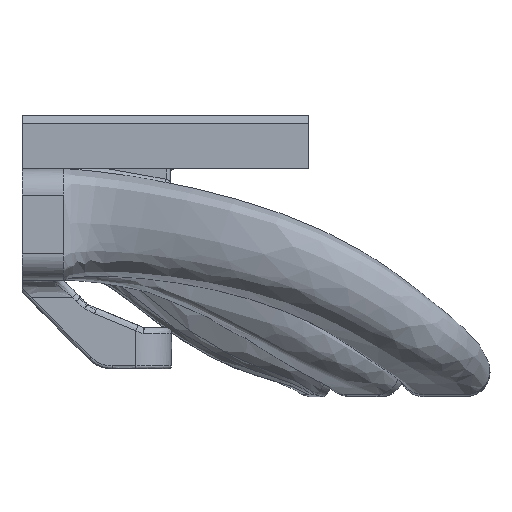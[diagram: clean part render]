
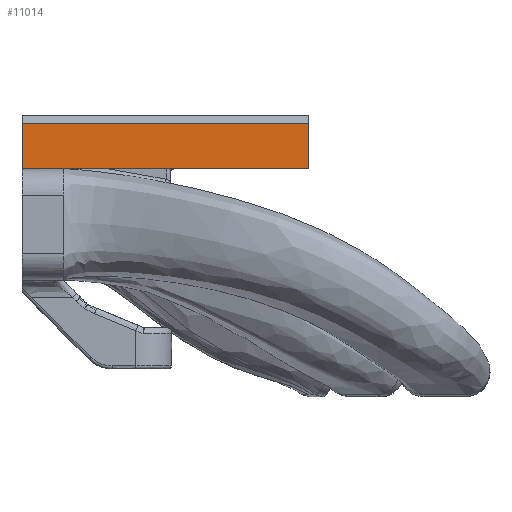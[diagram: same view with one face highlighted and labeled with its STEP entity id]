
A CAD part, left-side view. The second image highlights one B-rep face of the part: STEP entity #11014.
In plain terms, the highlighted planar face has unit normal (-1, 0, 0).
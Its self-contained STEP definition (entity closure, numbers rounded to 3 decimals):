
#438=PLANE('',#11662);
#665=LINE('',#20037,#1265);
#750=LINE('',#23578,#1350);
#800=LINE('',#25440,#1400);
#833=LINE('',#26158,#1433);
#840=LINE('',#26854,#1440);
#1265=VECTOR('',#12481,10.);
#1350=VECTOR('',#12734,10.);
#1400=VECTOR('',#12940,10.);
#1433=VECTOR('',#13077,10.);
#1440=VECTOR('',#13104,10.);
#2005=FACE_OUTER_BOUND('',#2647,.T.);
#2647=EDGE_LOOP('',(#8588,#8589,#8590,#8591,#8592));
#4364=VERTEX_POINT('',#20034);
#4365=VERTEX_POINT('',#20036);
#4530=VERTEX_POINT('',#23507);
#4544=VERTEX_POINT('',#23576);
#4651=VERTEX_POINT('',#25438);
#5615=EDGE_CURVE('',#4364,#4365,#665,.T.);
#5853=EDGE_CURVE('',#4530,#4544,#750,.T.);
#6013=EDGE_CURVE('',#4651,#4544,#800,.T.);
#6088=EDGE_CURVE('',#4365,#4651,#833,.T.);
#6113=EDGE_CURVE('',#4530,#4364,#840,.T.);
#8588=ORIENTED_EDGE('',*,*,#6088,.F.);
#8589=ORIENTED_EDGE('',*,*,#5615,.F.);
#8590=ORIENTED_EDGE('',*,*,#6113,.F.);
#8591=ORIENTED_EDGE('',*,*,#5853,.T.);
#8592=ORIENTED_EDGE('',*,*,#6013,.F.);
#11014=ADVANCED_FACE('',(#2005),#438,.T.);
#11662=AXIS2_PLACEMENT_3D('',#26853,#13102,#13103);
#12481=DIRECTION('',(0.,0.,1.));
#12734=DIRECTION('',(0.,-1.,0.));
#12940=DIRECTION('',(0.,0.,-1.));
#13077=DIRECTION('',(0.,-1.,0.));
#13102=DIRECTION('center_axis',(-1.,0.,0.));
#13103=DIRECTION('ref_axis',(0.,0.,-1.));
#13104=DIRECTION('',(0.,1.,0.));
#20034=CARTESIAN_POINT('',(-22.,51.3,28.5));
#20036=CARTESIAN_POINT('',(-22.,51.3,34.));
#20037=CARTESIAN_POINT('',(-22.,51.3,28.5));
#23507=CARTESIAN_POINT('',(-22.,43.469,28.5));
#23576=CARTESIAN_POINT('',(-22.,16.5,28.5));
#23578=CARTESIAN_POINT('',(-22.,51.3,28.5));
#25438=CARTESIAN_POINT('',(-22.,16.5,34.));
#25440=CARTESIAN_POINT('',(-22.,16.5,28.5));
#26158=CARTESIAN_POINT('',(-22.,51.3,34.));
#26853=CARTESIAN_POINT('Origin',(-22.,51.3,35.));
#26854=CARTESIAN_POINT('',(-22.,51.3,28.5));
